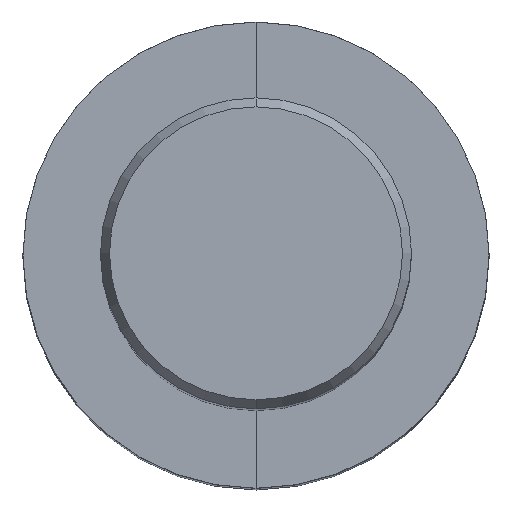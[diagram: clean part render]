
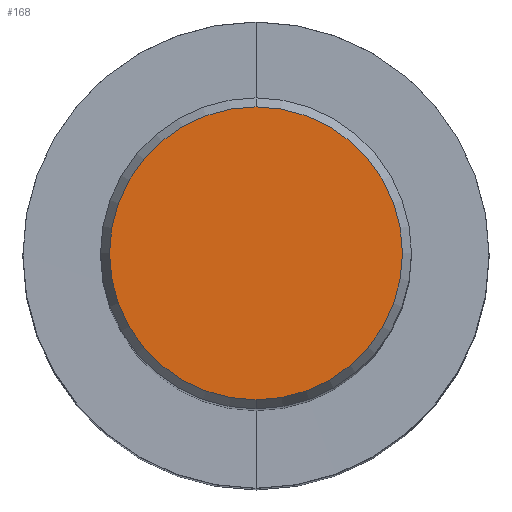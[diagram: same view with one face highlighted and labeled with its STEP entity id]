
A CAD part, top view. The second image highlights one B-rep face of the part: STEP entity #168.
In plain terms, the highlighted planar face has unit normal (0, 0, 1).
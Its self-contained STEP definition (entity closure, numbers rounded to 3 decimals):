
#82=EDGE_CURVE('',#138,#116,#196,.T.);
#116=VERTEX_POINT('',#236);
#138=VERTEX_POINT('',#259);
#150=EDGE_CURVE('',#116,#138,#274,.T.);
#168=ADVANCED_FACE('',(#293),#294,.T.);
#196=CIRCLE('',#315,7.479);
#236=CARTESIAN_POINT('',(0.0,7.479,0.01));
#259=CARTESIAN_POINT('',(0.,-7.479,0.01));
#274=CIRCLE('',#408,7.479);
#293=FACE_OUTER_BOUND('',#434,.T.);
#294=PLANE('',#435);
#315=AXIS2_PLACEMENT_3D('',#451,#452,#453);
#408=AXIS2_PLACEMENT_3D('',#551,#552,#553);
#434=EDGE_LOOP('',(#569,#570));
#435=AXIS2_PLACEMENT_3D('',#571,#572,#573);
#451=CARTESIAN_POINT('',(0.0,0.0,0.01));
#452=DIRECTION('',(0.0,0.0,-1.0));
#453=DIRECTION('',(0.0,1.0,0.0));
#551=CARTESIAN_POINT('',(0.0,0.0,0.01));
#552=DIRECTION('',(0.0,0.0,-1.0));
#553=DIRECTION('',(0.0,1.0,0.0));
#569=ORIENTED_EDGE('',*,*,#150,.F.);
#570=ORIENTED_EDGE('',*,*,#82,.F.);
#571=CARTESIAN_POINT('',(0.0,3.74,0.01));
#572=DIRECTION('',(-0.0,0.0,1.0));
#573=DIRECTION('',(0.0,-1.0,0.0));
